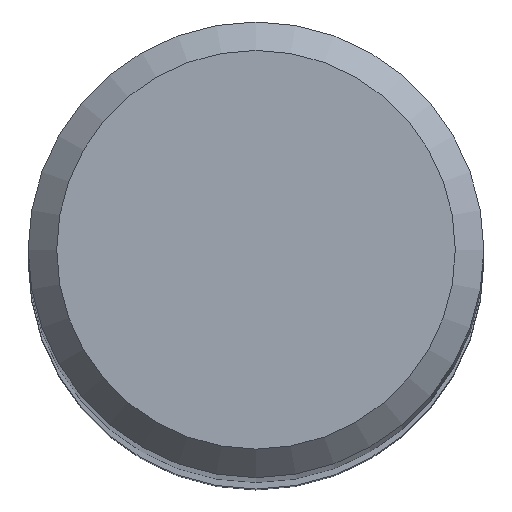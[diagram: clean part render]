
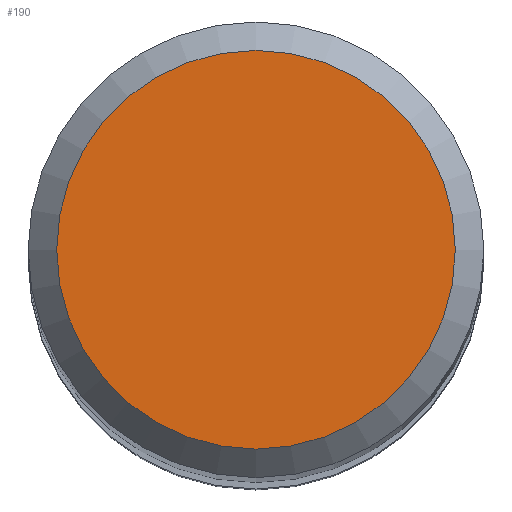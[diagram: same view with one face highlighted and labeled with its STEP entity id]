
A CAD part, top view. The second image highlights one B-rep face of the part: STEP entity #190.
In plain terms, the highlighted planar face has unit normal (0, 0, 1).
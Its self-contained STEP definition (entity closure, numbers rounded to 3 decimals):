
#8 = EDGE_LOOP ( 'NONE', ( #152 ) ) ;
#22 = CARTESIAN_POINT ( 'NONE',  ( 0., 0., 125. ) ) ;
#90 = CARTESIAN_POINT ( 'NONE',  ( 0., 0., 125. ) ) ;
#94 = AXIS2_PLACEMENT_3D ( 'NONE', #90, #108, #241 ) ;
#104 = FACE_OUTER_BOUND ( 'NONE', #8, .T. ) ;
#106 = CARTESIAN_POINT ( 'NONE',  ( 0., 3.5, 125. ) ) ;
#108 = DIRECTION ( 'NONE',  ( 0., 0., -1. ) ) ;
#123 = PLANE ( 'NONE',  #94 ) ;
#139 = DIRECTION ( 'NONE',  ( 0., 1., 0. ) ) ;
#152 = ORIENTED_EDGE ( 'NONE', *, *, #167, .F. ) ;
#167 = EDGE_CURVE ( 'NONE', #207, #207, #203, .T. ) ;
#190 = ADVANCED_FACE ( 'NONE', ( #104 ), #123, .F. ) ;
#203 = CIRCLE ( 'NONE', #234, 3.5 ) ;
#207 = VERTEX_POINT ( 'NONE', #106 ) ;
#234 = AXIS2_PLACEMENT_3D ( 'NONE', #22, #237, #139 ) ;
#237 = DIRECTION ( 'NONE',  ( 0., 0., -1. ) ) ;
#241 = DIRECTION ( 'NONE',  ( 0., 1., 0. ) ) ;
